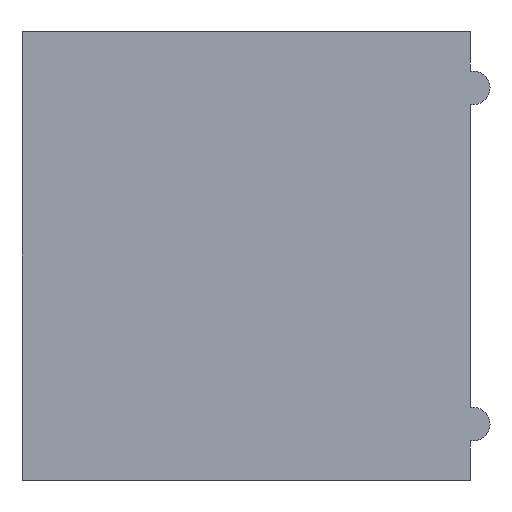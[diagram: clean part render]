
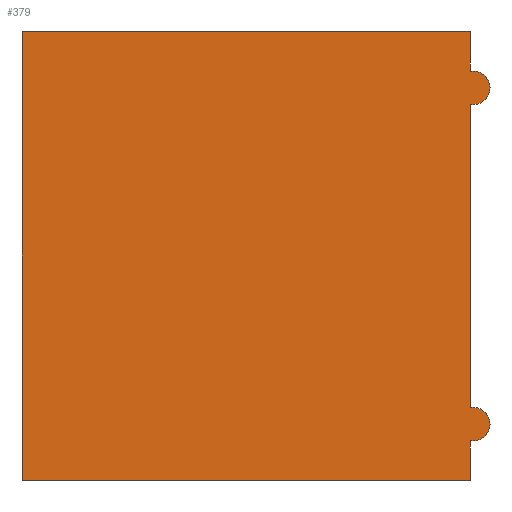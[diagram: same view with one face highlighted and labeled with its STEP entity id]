
A CAD part, front view. The second image highlights one B-rep face of the part: STEP entity #379.
In plain terms, the highlighted planar face has unit normal (0, -1, 0).
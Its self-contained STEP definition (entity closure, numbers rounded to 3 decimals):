
#25 = EDGE_CURVE ( 'NONE', #1212, #149, #946, .T. ) ;
#69 = VECTOR ( 'NONE', #1980, 1000. ) ;
#100 = DIRECTION ( 'NONE',  ( 0., -1., 0. ) ) ;
#113 = CARTESIAN_POINT ( 'NONE',  ( 2., 0., 0. ) ) ;
#141 = CARTESIAN_POINT ( 'NONE',  ( 2., 0., 0. ) ) ;
#145 = VECTOR ( 'NONE', #1387, 1000. ) ;
#149 = VERTEX_POINT ( 'NONE', #438 ) ;
#174 = VERTEX_POINT ( 'NONE', #1628 ) ;
#179 = VECTOR ( 'NONE', #1264, 1000. ) ;
#199 = DIRECTION ( 'NONE',  ( 0., 0., 1. ) ) ;
#200 = DIRECTION ( 'NONE',  ( 0., 1., 0. ) ) ;
#204 = DIRECTION ( 'NONE',  ( 1., 0., 0. ) ) ;
#213 = LINE ( 'NONE', #328, #771 ) ;
#236 = DIRECTION ( 'NONE',  ( 1., 0., 0. ) ) ;
#240 = VERTEX_POINT ( 'NONE', #1470 ) ;
#324 = ORIENTED_EDGE ( 'NONE', *, *, #1014, .T. ) ;
#328 = CARTESIAN_POINT ( 'NONE',  ( -2., 0., 0. ) ) ;
#333 = VERTEX_POINT ( 'NONE', #1025 ) ;
#357 = CARTESIAN_POINT ( 'NONE',  ( 0., 0., 1.35 ) ) ;
#379 = ADVANCED_FACE ( 'NONE', ( #712 ), #1902, .F. ) ;
#390 = CARTESIAN_POINT ( 'NONE',  ( 0., 0., 0. ) ) ;
#438 = CARTESIAN_POINT ( 'NONE',  ( 2.025, 0., 1.65 ) ) ;
#523 = AXIS2_PLACEMENT_3D ( 'NONE', #2081, #1252, #1713 ) ;
#546 = CARTESIAN_POINT ( 'NONE',  ( 2., 0., 1.35 ) ) ;
#568 = CARTESIAN_POINT ( 'NONE',  ( 0., 0., -1.65 ) ) ;
#579 = LINE ( 'NONE', #568, #1215 ) ;
#605 = AXIS2_PLACEMENT_3D ( 'NONE', #390, #200, #1367 ) ;
#641 = CARTESIAN_POINT ( 'NONE',  ( 2., 0., -1.35 ) ) ;
#645 = ORIENTED_EDGE ( 'NONE', *, *, #1105, .F. ) ;
#660 = ORIENTED_EDGE ( 'NONE', *, *, #1185, .T. ) ;
#664 = CARTESIAN_POINT ( 'NONE',  ( 0., 0., -1.35 ) ) ;
#691 = ORIENTED_EDGE ( 'NONE', *, *, #25, .F. ) ;
#705 = VERTEX_POINT ( 'NONE', #793 ) ;
#712 = FACE_OUTER_BOUND ( 'NONE', #1745, .T. ) ;
#737 = VECTOR ( 'NONE', #1035, 1000. ) ;
#771 = VECTOR ( 'NONE', #199, 1000. ) ;
#793 = CARTESIAN_POINT ( 'NONE',  ( -2., 0., -2. ) ) ;
#797 = LINE ( 'NONE', #141, #1593 ) ;
#808 = DIRECTION ( 'NONE',  ( 0., 0., 1. ) ) ;
#826 = EDGE_CURVE ( 'NONE', #240, #2150, #2131, .T. ) ;
#936 = VECTOR ( 'NONE', #2142, 1000. ) ;
#946 = LINE ( 'NONE', #1673, #1752 ) ;
#961 = ORIENTED_EDGE ( 'NONE', *, *, #1529, .T. ) ;
#963 = EDGE_CURVE ( 'NONE', #705, #174, #1361, .T. ) ;
#1014 = EDGE_CURVE ( 'NONE', #1871, #1926, #1308, .T. ) ;
#1025 = CARTESIAN_POINT ( 'NONE',  ( 2., 0., -1.65 ) ) ;
#1035 = DIRECTION ( 'NONE',  ( 1., 0., 0. ) ) ;
#1070 = EDGE_CURVE ( 'NONE', #1212, #2150, #1974, .T. ) ;
#1105 = EDGE_CURVE ( 'NONE', #705, #240, #213, .T. ) ;
#1135 = DIRECTION ( 'NONE',  ( 0., 0., 1. ) ) ;
#1185 = EDGE_CURVE ( 'NONE', #1926, #2000, #1862, .T. ) ;
#1212 = VERTEX_POINT ( 'NONE', #1324 ) ;
#1215 = VECTOR ( 'NONE', #236, 1000. ) ;
#1239 = ORIENTED_EDGE ( 'NONE', *, *, #826, .F. ) ;
#1252 = DIRECTION ( 'NONE',  ( 0., 1., 0. ) ) ;
#1264 = DIRECTION ( 'NONE',  ( 0., 0., 1. ) ) ;
#1290 = LINE ( 'NONE', #664, #69 ) ;
#1308 = LINE ( 'NONE', #113, #179 ) ;
#1324 = CARTESIAN_POINT ( 'NONE',  ( 2., 0., 1.65 ) ) ;
#1327 = ORIENTED_EDGE ( 'NONE', *, *, #1368, .F. ) ;
#1361 = LINE ( 'NONE', #1577, #145 ) ;
#1367 = DIRECTION ( 'NONE',  ( 0., 0., 1. ) ) ;
#1368 = EDGE_CURVE ( 'NONE', #1758, #1934, #1734, .T. ) ;
#1387 = DIRECTION ( 'NONE',  ( 1., 0., 0. ) ) ;
#1398 = CARTESIAN_POINT ( 'NONE',  ( 2.025, 0., 1.35 ) ) ;
#1416 = EDGE_CURVE ( 'NONE', #2000, #149, #2125, .T. ) ;
#1470 = CARTESIAN_POINT ( 'NONE',  ( -2., 0., 2. ) ) ;
#1472 = CARTESIAN_POINT ( 'NONE',  ( 2., 0., 2. ) ) ;
#1482 = DIRECTION ( 'NONE',  ( 0., 0., 1. ) ) ;
#1529 = EDGE_CURVE ( 'NONE', #333, #1934, #579, .T. ) ;
#1577 = CARTESIAN_POINT ( 'NONE',  ( 0., 0., -2. ) ) ;
#1581 = ORIENTED_EDGE ( 'NONE', *, *, #2107, .F. ) ;
#1593 = VECTOR ( 'NONE', #808, 1000. ) ;
#1596 = CARTESIAN_POINT ( 'NONE',  ( 2.025, 0., 1.5 ) ) ;
#1627 = AXIS2_PLACEMENT_3D ( 'NONE', #1596, #100, #1135 ) ;
#1628 = CARTESIAN_POINT ( 'NONE',  ( 2., 0., -2. ) ) ;
#1673 = CARTESIAN_POINT ( 'NONE',  ( 0., 0., 1.65 ) ) ;
#1687 = CARTESIAN_POINT ( 'NONE',  ( 2.025, 0., -1.65 ) ) ;
#1689 = ORIENTED_EDGE ( 'NONE', *, *, #1887, .T. ) ;
#1713 = DIRECTION ( 'NONE',  ( 0., 0., 1. ) ) ;
#1734 = CIRCLE ( 'NONE', #523, 0.15 ) ;
#1745 = EDGE_LOOP ( 'NONE', ( #1689, #961, #1327, #1581, #324, #660, #1795, #691, #2074, #1239, #645, #2088 ) ) ;
#1752 = VECTOR ( 'NONE', #204, 1000. ) ;
#1758 = VERTEX_POINT ( 'NONE', #1762 ) ;
#1762 = CARTESIAN_POINT ( 'NONE',  ( 2.025, 0., -1.35 ) ) ;
#1795 = ORIENTED_EDGE ( 'NONE', *, *, #1416, .T. ) ;
#1862 = LINE ( 'NONE', #357, #737 ) ;
#1871 = VERTEX_POINT ( 'NONE', #641 ) ;
#1887 = EDGE_CURVE ( 'NONE', #174, #333, #797, .T. ) ;
#1902 = PLANE ( 'NONE',  #605 ) ;
#1926 = VERTEX_POINT ( 'NONE', #546 ) ;
#1934 = VERTEX_POINT ( 'NONE', #1687 ) ;
#1961 = VECTOR ( 'NONE', #1482, 1000. ) ;
#1974 = LINE ( 'NONE', #2161, #1961 ) ;
#1980 = DIRECTION ( 'NONE',  ( 1., 0., 0. ) ) ;
#2000 = VERTEX_POINT ( 'NONE', #1398 ) ;
#2074 = ORIENTED_EDGE ( 'NONE', *, *, #1070, .T. ) ;
#2081 = CARTESIAN_POINT ( 'NONE',  ( 2.025, 0., -1.5 ) ) ;
#2088 = ORIENTED_EDGE ( 'NONE', *, *, #963, .T. ) ;
#2107 = EDGE_CURVE ( 'NONE', #1871, #1758, #1290, .T. ) ;
#2125 = CIRCLE ( 'NONE', #1627, 0.15 ) ;
#2131 = LINE ( 'NONE', #2154, #936 ) ;
#2142 = DIRECTION ( 'NONE',  ( 1., 0., 0. ) ) ;
#2150 = VERTEX_POINT ( 'NONE', #1472 ) ;
#2154 = CARTESIAN_POINT ( 'NONE',  ( 0., 0., 2. ) ) ;
#2161 = CARTESIAN_POINT ( 'NONE',  ( 2., 0., 0. ) ) ;
